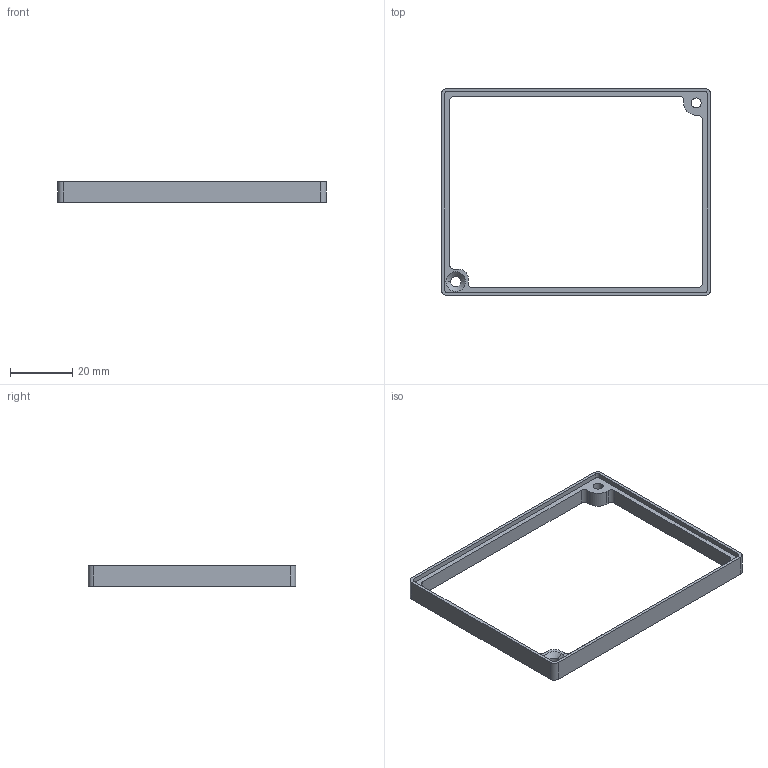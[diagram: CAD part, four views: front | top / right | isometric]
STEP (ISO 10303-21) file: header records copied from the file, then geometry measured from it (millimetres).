
FILE_DESCRIPTION (( 'STEP AP214' ), '1' );
FILE_NAME ('pcbMount.STEP', '2023-06-27T18:01:41', ( '' ), ( '' ), 'SwSTEP 2.0', 'SolidWorks 2021', '' );
FILE_SCHEMA (( 'AUTOMOTIVE_DESIGN' ));
Length unit declared in the file: millimetre
Products named in the file (1): pcbMount
Bounding box: 86 x 66.4 x 6.6 mm (x, y, z)
Volume: 4404.6 mm3; surface area: 5526.2 mm2
Topology: 1 solids, 1 shells, 41 faces, 112 edges, 74 vertices
Faces by surface type: cylinder 20, plane 19, cone 2
Entity records: 1358 total; most frequent: DIRECTION 238, CARTESIAN_POINT 228, ORIENTED_EDGE 224, EDGE_CURVE 112, AXIS2_PLACEMENT_3D 84, VERTEX_POINT 74, VECTOR 70, LINE 70
